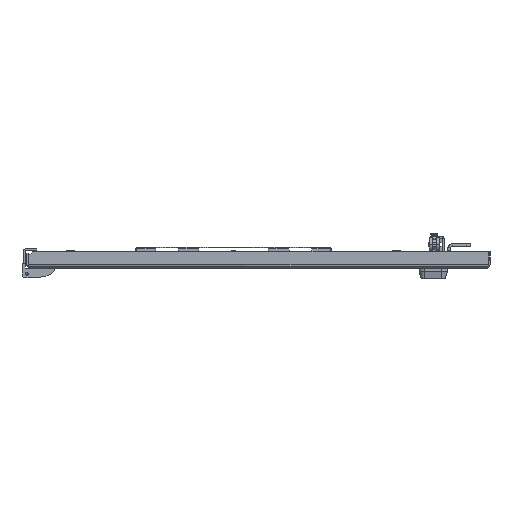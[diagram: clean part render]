
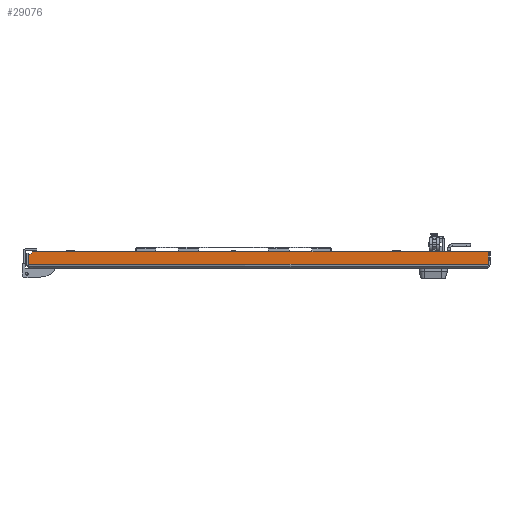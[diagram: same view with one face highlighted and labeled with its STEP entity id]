
A CAD part, left-side view. The second image highlights one B-rep face of the part: STEP entity #29076.
In plain terms, the highlighted planar face has unit normal (-1, 0, 0).
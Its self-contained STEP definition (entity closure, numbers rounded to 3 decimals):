
#234 = LINE ( 'NONE', #758, #34053 ) ;
#709 = CARTESIAN_POINT ( 'NONE',  ( 0., -2.141, 2.7 ) ) ;
#758 = CARTESIAN_POINT ( 'NONE',  ( 0., 0., 2.7 ) ) ;
#809 = CARTESIAN_POINT ( 'NONE',  ( 0., -7.141, 19. ) ) ;
#2099 = ORIENTED_EDGE ( 'NONE', *, *, #35523, .T. ) ;
#2746 = CARTESIAN_POINT ( 'NONE',  ( 0., -2.141, 2.7 ) ) ;
#3833 = DIRECTION ( 'NONE',  ( 0., 1., 0. ) ) ;
#4158 = EDGE_CURVE ( 'NONE', #16833, #25935, #33842, .T. ) ;
#6153 = VERTEX_POINT ( 'NONE', #26164 ) ;
#6534 = EDGE_CURVE ( 'NONE', #32742, #25935, #6828, .T. ) ;
#6730 = VECTOR ( 'NONE', #7674, 1000. ) ;
#6821 = AXIS2_PLACEMENT_3D ( 'NONE', #34992, #31745, #26877 ) ;
#6828 = LINE ( 'NONE', #31361, #6730 ) ;
#7674 = DIRECTION ( 'NONE',  ( 0., 0.707, -0.707 ) ) ;
#8774 = CARTESIAN_POINT ( 'NONE',  ( 0., -589.359, 2.7 ) ) ;
#9106 = ORIENTED_EDGE ( 'NONE', *, *, #6534, .T. ) ;
#9188 = DIRECTION ( 'NONE',  ( 0., 1., 0. ) ) ;
#10104 = PLANE ( 'NONE',  #6821 ) ;
#11225 = ORIENTED_EDGE ( 'NONE', *, *, #4158, .F. ) ;
#11818 = DIRECTION ( 'NONE',  ( 0., 0., 1. ) ) ;
#11933 = LINE ( 'NONE', #28536, #12802 ) ;
#12802 = VECTOR ( 'NONE', #3833, 1000. ) ;
#16833 = VERTEX_POINT ( 'NONE', #2746 ) ;
#20301 = CARTESIAN_POINT ( 'NONE',  ( 0., -2.141, 14. ) ) ;
#21079 = VECTOR ( 'NONE', #11818, 1000. ) ;
#22879 = VERTEX_POINT ( 'NONE', #8774 ) ;
#23998 = FACE_OUTER_BOUND ( 'NONE', #27402, .T. ) ;
#25715 = CARTESIAN_POINT ( 'NONE',  ( 0., -589.359, 2.7 ) ) ;
#25855 = EDGE_CURVE ( 'NONE', #22879, #6153, #28238, .T. ) ;
#25935 = VERTEX_POINT ( 'NONE', #20301 ) ;
#26164 = CARTESIAN_POINT ( 'NONE',  ( 0., -589.359, 19. ) ) ;
#26592 = VECTOR ( 'NONE', #31509, 1000. ) ;
#26877 = DIRECTION ( 'NONE',  ( 0., 0., -1. ) ) ;
#27402 = EDGE_LOOP ( 'NONE', ( #2099, #9106, #11225, #33529, #30473 ) ) ;
#28238 = LINE ( 'NONE', #25715, #21079 ) ;
#28536 = CARTESIAN_POINT ( 'NONE',  ( 0., 0., 19. ) ) ;
#29076 = ADVANCED_FACE ( 'NONE', ( #23998 ), #10104, .F. ) ;
#30473 = ORIENTED_EDGE ( 'NONE', *, *, #25855, .T. ) ;
#31361 = CARTESIAN_POINT ( 'NONE',  ( 0., -2.141, 14. ) ) ;
#31509 = DIRECTION ( 'NONE',  ( 0., 0., 1. ) ) ;
#31745 = DIRECTION ( 'NONE',  ( 1., 0., 0. ) ) ;
#32742 = VERTEX_POINT ( 'NONE', #809 ) ;
#33529 = ORIENTED_EDGE ( 'NONE', *, *, #34525, .F. ) ;
#33842 = LINE ( 'NONE', #709, #26592 ) ;
#34053 = VECTOR ( 'NONE', #9188, 1000. ) ;
#34525 = EDGE_CURVE ( 'NONE', #22879, #16833, #234, .T. ) ;
#34992 = CARTESIAN_POINT ( 'NONE',  ( 0., 0., 0. ) ) ;
#35523 = EDGE_CURVE ( 'NONE', #6153, #32742, #11933, .T. ) ;
